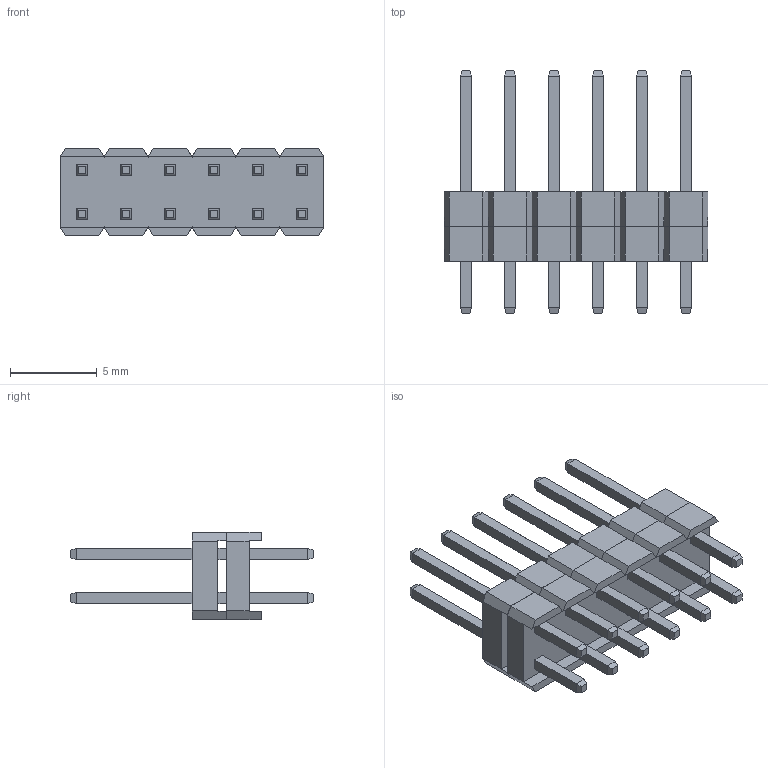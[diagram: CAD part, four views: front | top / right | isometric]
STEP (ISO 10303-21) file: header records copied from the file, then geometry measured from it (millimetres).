
FILE_DESCRIPTION((''),'2;1');
FILE_NAME('FPH25453-D12S1014230703B','2023-07-06T',('工程三'),(''),'PRO/ENGINEER BY PARAMETRIC TECHNOLOGY CORPORATION, 2010280','PRO/ENGINEER BY PARAMETRIC TECHNOLOGY CORPORATION, 2010280','');
FILE_SCHEMA(('CONFIG_CONTROL_DESIGN'));
Length unit declared in the file: millimetre
Products named in the file (1): FPH25453-D12S1014230703B
Bounding box: 15.24 x 14 x 5.08 mm (x, y, z)
Volume: 281.5 mm3; surface area: 838.1 mm2
Topology: 1 solids, 1 shells, 392 faces, 996 edges, 632 vertices
Faces by surface type: plane 392
Entity records: 11514 total; most frequent: CARTESIAN_POINT 2020, ORIENTED_EDGE 1992, DIRECTION 1780, VECTOR 996, LINE 996, EDGE_CURVE 996, VERTEX_POINT 632, EDGE_LOOP 440
